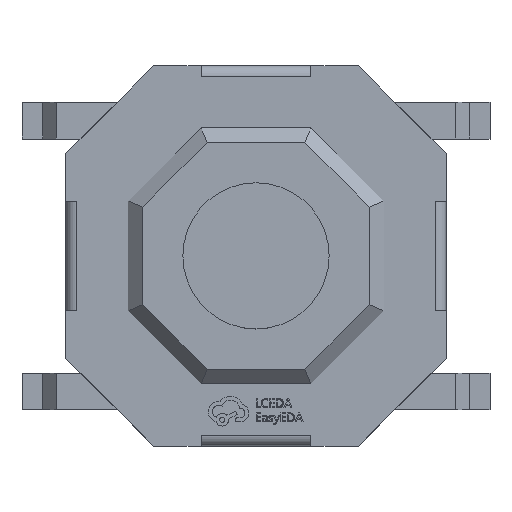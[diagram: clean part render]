
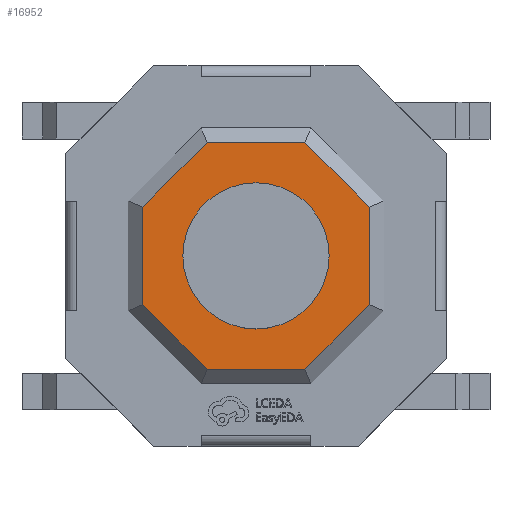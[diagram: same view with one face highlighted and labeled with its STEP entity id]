
A CAD part, top view. The second image highlights one B-rep face of the part: STEP entity #16952.
In plain terms, the highlighted planar face has unit normal (0, 0, 1).
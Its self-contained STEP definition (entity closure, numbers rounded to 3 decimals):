
#59 = DIRECTION ( 'NONE',  ( 1., 0., 0. ) ) ;
#191 = CARTESIAN_POINT ( 'NONE',  ( -1.55, -0.75, 0.45 ) ) ;
#939 = CARTESIAN_POINT ( 'NONE',  ( -0.609, -1.609, 0.45 ) ) ;
#1281 = DIRECTION ( 'NONE',  ( 0.707, 0.707, 0. ) ) ;
#1360 = DIRECTION ( 'NONE',  ( -0.707, -0.707, 0. ) ) ;
#1554 = VERTEX_POINT ( 'NONE', #16283 ) ;
#1563 = DIRECTION ( 'NONE',  ( 0., 1., 0. ) ) ;
#1581 = CARTESIAN_POINT ( 'NONE',  ( -0.75, 1.55, 0.45 ) ) ;
#2155 = EDGE_LOOP ( 'NONE', ( #13618, #3371, #5905, #10327, #2603, #5553, #12032, #4287 ) ) ;
#2603 = ORIENTED_EDGE ( 'NONE', *, *, #20391, .T. ) ;
#2720 = VERTEX_POINT ( 'NONE', #18003 ) ;
#3371 = ORIENTED_EDGE ( 'NONE', *, *, #13741, .T. ) ;
#3724 = VERTEX_POINT ( 'NONE', #11512 ) ;
#4121 = CARTESIAN_POINT ( 'NONE',  ( -1.55, -0.667, 0.45 ) ) ;
#4287 = ORIENTED_EDGE ( 'NONE', *, *, #6515, .T. ) ;
#4816 = VERTEX_POINT ( 'NONE', #4121 ) ;
#4854 = LINE ( 'NONE', #16887, #13732 ) ;
#5491 = DIRECTION ( 'NONE',  ( 0., -1., 0. ) ) ;
#5553 = ORIENTED_EDGE ( 'NONE', *, *, #14105, .T. ) ;
#5667 = VERTEX_POINT ( 'NONE', #9047 ) ;
#5905 = ORIENTED_EDGE ( 'NONE', *, *, #12334, .T. ) ;
#6301 = VECTOR ( 'NONE', #18722, 1000. ) ;
#6395 = FACE_OUTER_BOUND ( 'NONE', #2155, .T. ) ;
#6515 = EDGE_CURVE ( 'NONE', #1554, #17929, #9643, .T. ) ;
#6739 = LINE ( 'NONE', #11555, #11945 ) ;
#7743 = PLANE ( 'NONE',  #15664 ) ;
#8447 = EDGE_CURVE ( 'NONE', #2720, #15219, #4854, .T. ) ;
#8872 = CARTESIAN_POINT ( 'NONE',  ( 0.75, -1.55, 0.45 ) ) ;
#9047 = CARTESIAN_POINT ( 'NONE',  ( 0.667, 1.55, 0.45 ) ) ;
#9643 = LINE ( 'NONE', #18748, #17171 ) ;
#10281 = VERTEX_POINT ( 'NONE', #10504 ) ;
#10327 = ORIENTED_EDGE ( 'NONE', *, *, #8447, .T. ) ;
#10504 = CARTESIAN_POINT ( 'NONE',  ( -0.667, -1.55, 0.45 ) ) ;
#10961 = VECTOR ( 'NONE', #20753, 1000. ) ;
#11512 = CARTESIAN_POINT ( 'NONE',  ( 1.55, 0.667, 0.45 ) ) ;
#11555 = CARTESIAN_POINT ( 'NONE',  ( 0.609, 1.609, 0.45 ) ) ;
#11945 = VECTOR ( 'NONE', #20641, 1000. ) ;
#12032 = ORIENTED_EDGE ( 'NONE', *, *, #16799, .T. ) ;
#12238 = LINE ( 'NONE', #1581, #6301 ) ;
#12334 = EDGE_CURVE ( 'NONE', #5667, #2720, #12238, .T. ) ;
#13079 = VECTOR ( 'NONE', #5491, 1000. ) ;
#13604 = LINE ( 'NONE', #20533, #17510 ) ;
#13618 = ORIENTED_EDGE ( 'NONE', *, *, #16810, .T. ) ;
#13682 = DIRECTION ( 'NONE',  ( 0., 0., 1. ) ) ;
#13732 = VECTOR ( 'NONE', #1360, 1000. ) ;
#13741 = EDGE_CURVE ( 'NONE', #3724, #5667, #6739, .T. ) ;
#13826 = LINE ( 'NONE', #8872, #10961 ) ;
#14105 = EDGE_CURVE ( 'NONE', #4816, #10281, #16561, .T. ) ;
#15219 = VERTEX_POINT ( 'NONE', #20490 ) ;
#15664 = AXIS2_PLACEMENT_3D ( 'NONE', #15684, #13682, #59 ) ;
#15684 = CARTESIAN_POINT ( 'NONE',  ( 0., 0., 0.45 ) ) ;
#16283 = CARTESIAN_POINT ( 'NONE',  ( 0.667, -1.55, 0.45 ) ) ;
#16345 = DIRECTION ( 'NONE',  ( 0.707, -0.707, 0. ) ) ;
#16561 = LINE ( 'NONE', #939, #17391 ) ;
#16799 = EDGE_CURVE ( 'NONE', #10281, #1554, #13826, .T. ) ;
#16810 = EDGE_CURVE ( 'NONE', #17929, #3724, #13604, .T. ) ;
#16887 = CARTESIAN_POINT ( 'NONE',  ( -1.609, 0.609, 0.45 ) ) ;
#16952 = ADVANCED_FACE ( 'NONE', ( #6395 ), #7743, .T. ) ;
#17030 = CARTESIAN_POINT ( 'NONE',  ( 1.55, -0.667, 0.45 ) ) ;
#17171 = VECTOR ( 'NONE', #1281, 1000. ) ;
#17391 = VECTOR ( 'NONE', #16345, 1000. ) ;
#17439 = LINE ( 'NONE', #191, #13079 ) ;
#17510 = VECTOR ( 'NONE', #1563, 1000. ) ;
#17929 = VERTEX_POINT ( 'NONE', #17030 ) ;
#18003 = CARTESIAN_POINT ( 'NONE',  ( -0.667, 1.55, 0.45 ) ) ;
#18722 = DIRECTION ( 'NONE',  ( -1., 0., 0. ) ) ;
#18748 = CARTESIAN_POINT ( 'NONE',  ( 1.609, -0.609, 0.45 ) ) ;
#20391 = EDGE_CURVE ( 'NONE', #15219, #4816, #17439, .T. ) ;
#20490 = CARTESIAN_POINT ( 'NONE',  ( -1.55, 0.667, 0.45 ) ) ;
#20533 = CARTESIAN_POINT ( 'NONE',  ( 1.55, 0.75, 0.45 ) ) ;
#20641 = DIRECTION ( 'NONE',  ( -0.707, 0.707, 0. ) ) ;
#20753 = DIRECTION ( 'NONE',  ( 1., 0., 0. ) ) ;
